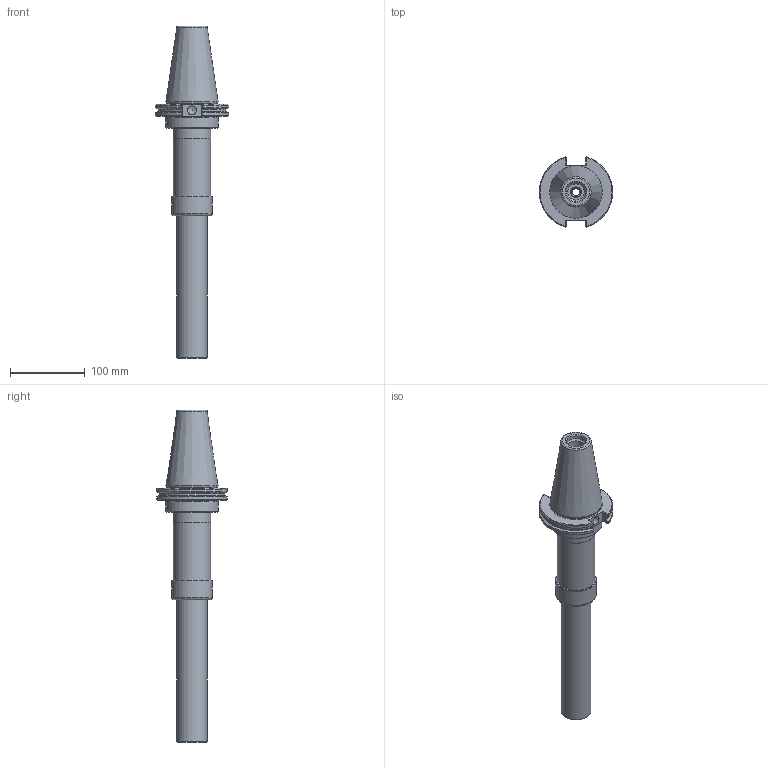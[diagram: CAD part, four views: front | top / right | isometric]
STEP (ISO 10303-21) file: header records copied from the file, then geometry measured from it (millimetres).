
FILE_DESCRIPTION(/* description */ (''),/* implementation_level */ '2;1');
FILE_NAME(/* name */ '885316181.stp',/* time_stamp */ '2021-07-27T14:39:15',/* author */ ('LRA'),/* organization */ ('REGO-FIX'),/* preprocessor_version */ ' Unknown',/* originating_system */ 'SIEMENS PLM Software Solid Edge ST10',/* authorization */ 'Unknown');
FILE_SCHEMA (('AUTOMOTIVE_DESIGN { 1 0 10303 214 2 1 1}'));
Length unit declared in the file: millimetre
Products named in the file (1): NOCUT
Bounding box: 98.08 x 94.39 x 444.4 mm (x, y, z)
Volume: 779759.5 mm3; surface area: 117157.2 mm2
Topology: 1 solids, 3 shells, 145 faces, 350 edges, 219 vertices
Faces by surface type: plane 41, cylinder 39, cone 37, torus 20, bspline 8
Full cylindrical faces by diameter (mm): 10.1 x1, 10.106 x1, 11.7 x1, 12.5 x1, 21.963 x1, 23.5 x1, 26.4 x1, 30.5 x1, 31.6 x1, 33 x1, 40.3 x1, 42 x1, 45.3 x1, 48.376 x2, 50 x1, 50.05 x1, 50.5 x1, 51.3 x1, 54.8 x1, 69.85 x1
Entity records: 4922 total; most frequent: CARTESIAN_POINT 861, DIRECTION 643, ORIENTED_EDGE 532, AXIS2_PLACEMENT_3D 285, EDGE_CURVE 266, FACE_BOUND 226, EDGE_LOOP 225, VERTEX_POINT 202
